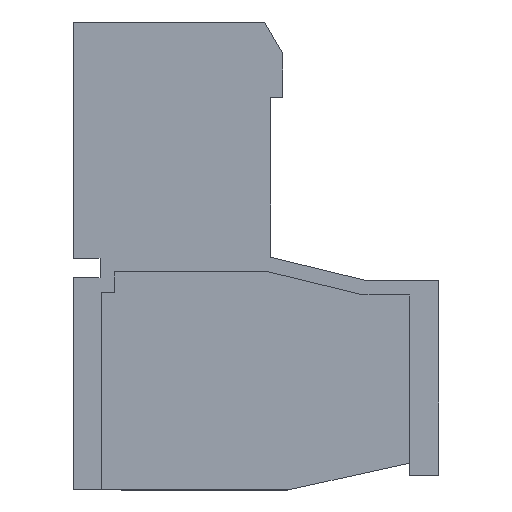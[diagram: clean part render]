
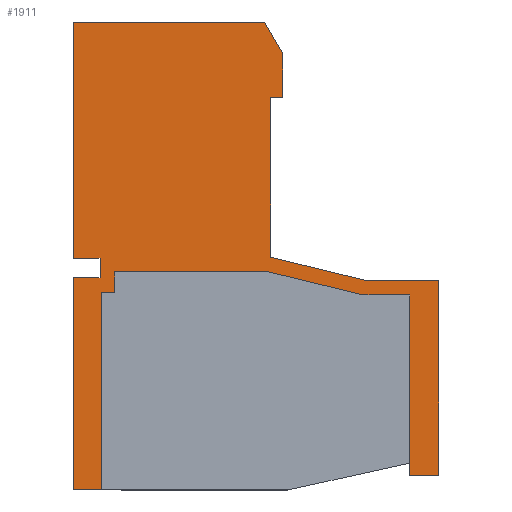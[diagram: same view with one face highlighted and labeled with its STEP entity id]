
A CAD part, left-side view. The second image highlights one B-rep face of the part: STEP entity #1911.
In plain terms, the highlighted planar face has unit normal (-1, 0, 0).
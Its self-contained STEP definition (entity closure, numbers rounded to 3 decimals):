
#1911 = ADVANCED_FACE( '', ( #4021 ), #4022, .F. );
#4021 = FACE_OUTER_BOUND( '', #6355, .T. );
#4022 = PLANE( '', #6356 );
#6355 = EDGE_LOOP( '', ( #11461, #11462, #11463, #11464, #11465, #11466, #11467, #11468, #11469, #11470, #11471, #11472, #11473, #11474, #11475, #11476, #11477, #11478, #11479, #11480, #11481, #11482 ) );
#6356 = AXIS2_PLACEMENT_3D( '', #11483, #11484, #11485 );
#11461 = ORIENTED_EDGE( '', *, *, #13999, .T. );
#11462 = ORIENTED_EDGE( '', *, *, #15992, .T. );
#11463 = ORIENTED_EDGE( '', *, *, #15801, .T. );
#11464 = ORIENTED_EDGE( '', *, *, #14314, .T. );
#11465 = ORIENTED_EDGE( '', *, *, #16026, .T. );
#11466 = ORIENTED_EDGE( '', *, *, #14971, .T. );
#11467 = ORIENTED_EDGE( '', *, *, #15206, .T. );
#11468 = ORIENTED_EDGE( '', *, *, #16027, .T. );
#11469 = ORIENTED_EDGE( '', *, *, #15542, .T. );
#11470 = ORIENTED_EDGE( '', *, *, #15818, .T. );
#11471 = ORIENTED_EDGE( '', *, *, #15935, .T. );
#11472 = ORIENTED_EDGE( '', *, *, #15921, .T. );
#11473 = ORIENTED_EDGE( '', *, *, #16028, .T. );
#11474 = ORIENTED_EDGE( '', *, *, #16029, .T. );
#11475 = ORIENTED_EDGE( '', *, *, #14012, .T. );
#11476 = ORIENTED_EDGE( '', *, *, #16030, .T. );
#11477 = ORIENTED_EDGE( '', *, *, #16010, .T. );
#11478 = ORIENTED_EDGE( '', *, *, #14994, .T. );
#11479 = ORIENTED_EDGE( '', *, *, #15579, .T. );
#11480 = ORIENTED_EDGE( '', *, *, #15270, .T. );
#11481 = ORIENTED_EDGE( '', *, *, #16031, .T. );
#11482 = ORIENTED_EDGE( '', *, *, #14085, .T. );
#11483 = CARTESIAN_POINT( '', ( -18.53, 0., 0. ) );
#11484 = DIRECTION( '', ( 1., 0., 0. ) );
#11485 = DIRECTION( '', ( 0., 0., -1. ) );
#13999 = EDGE_CURVE( '', #16692, #16693, #16694, .T. );
#14012 = EDGE_CURVE( '', #16715, #16716, #16717, .T. );
#14085 = EDGE_CURVE( '', #16847, #16692, #16848, .T. );
#14314 = EDGE_CURVE( '', #17259, #17260, #17261, .T. );
#14971 = EDGE_CURVE( '', #18342, #18343, #18344, .T. );
#14994 = EDGE_CURVE( '', #18383, #18384, #18385, .T. );
#15206 = EDGE_CURVE( '', #18343, #18713, #18714, .T. );
#15270 = EDGE_CURVE( '', #18807, #18808, #18809, .T. );
#15542 = EDGE_CURVE( '', #19210, #19211, #19212, .T. );
#15579 = EDGE_CURVE( '', #18384, #18807, #19257, .T. );
#15801 = EDGE_CURVE( '', #19563, #17259, #19564, .T. );
#15818 = EDGE_CURVE( '', #19211, #19587, #19589, .T. );
#15921 = EDGE_CURVE( '', #19717, #19718, #19719, .T. );
#15935 = EDGE_CURVE( '', #19587, #19717, #19737, .T. );
#15992 = EDGE_CURVE( '', #16693, #19563, #19810, .T. );
#16010 = EDGE_CURVE( '', #19832, #18383, #19833, .T. );
#16026 = EDGE_CURVE( '', #17260, #18342, #19851, .T. );
#16027 = EDGE_CURVE( '', #18713, #19210, #19852, .T. );
#16028 = EDGE_CURVE( '', #19718, #19853, #19854, .T. );
#16029 = EDGE_CURVE( '', #19853, #16715, #19855, .T. );
#16030 = EDGE_CURVE( '', #16716, #19832, #19856, .T. );
#16031 = EDGE_CURVE( '', #18808, #16847, #19857, .T. );
#16692 = VERTEX_POINT( '', #20646 );
#16693 = VERTEX_POINT( '', #20647 );
#16694 = LINE( '', #20648, #20649 );
#16715 = VERTEX_POINT( '', #20677 );
#16716 = VERTEX_POINT( '', #20678 );
#16717 = LINE( '', #20679, #20680 );
#16847 = VERTEX_POINT( '', #20864 );
#16848 = LINE( '', #20865, #20866 );
#17259 = VERTEX_POINT( '', #21426 );
#17260 = VERTEX_POINT( '', #21427 );
#17261 = LINE( '', #21428, #21429 );
#18342 = VERTEX_POINT( '', #22992 );
#18343 = VERTEX_POINT( '', #22993 );
#18344 = LINE( '', #22994, #22995 );
#18383 = VERTEX_POINT( '', #23050 );
#18384 = VERTEX_POINT( '', #23051 );
#18385 = LINE( '', #23052, #23053 );
#18713 = VERTEX_POINT( '', #23535 );
#18714 = LINE( '', #23536, #23537 );
#18807 = VERTEX_POINT( '', #23674 );
#18808 = VERTEX_POINT( '', #23675 );
#18809 = LINE( '', #23676, #23677 );
#19210 = VERTEX_POINT( '', #24290 );
#19211 = VERTEX_POINT( '', #24291 );
#19212 = LINE( '', #24292, #24293 );
#19257 = LINE( '', #24363, #24364 );
#19563 = VERTEX_POINT( '', #24813 );
#19564 = LINE( '', #24814, #24815 );
#19587 = VERTEX_POINT( '', #24844 );
#19589 = LINE( '', #24847, #24848 );
#19717 = VERTEX_POINT( '', #25042 );
#19718 = VERTEX_POINT( '', #25043 );
#19719 = LINE( '', #25044, #25045 );
#19737 = LINE( '', #25071, #25072 );
#19810 = LINE( '', #25178, #25179 );
#19832 = VERTEX_POINT( '', #25209 );
#19833 = LINE( '', #25210, #25211 );
#19851 = LINE( '', #25240, #25241 );
#19852 = LINE( '', #25242, #25243 );
#19853 = VERTEX_POINT( '', #25244 );
#19854 = LINE( '', #25245, #25246 );
#19855 = LINE( '', #25247, #25248 );
#19856 = LINE( '', #25249, #25250 );
#19857 = LINE( '', #25251, #25252 );
#20646 = CARTESIAN_POINT( '', ( -18.53, -8.003, -1.55 ) );
#20647 = CARTESIAN_POINT( '', ( -18.53, -9.875, -1.55 ) );
#20648 = CARTESIAN_POINT( '', ( -18.53, -8.003, -1.55 ) );
#20649 = VECTOR( '', #26105, 1000. );
#20677 = CARTESIAN_POINT( '', ( -18.53, 2.825, -0.85 ) );
#20678 = CARTESIAN_POINT( '', ( -18.53, 3.925, -0.85 ) );
#20679 = CARTESIAN_POINT( '', ( -18.53, 2.825, -0.85 ) );
#20680 = VECTOR( '', #26119, 1000. );
#20864 = CARTESIAN_POINT( '', ( -18.53, -4.103, -0.6 ) );
#20865 = CARTESIAN_POINT( '', ( -18.53, -4.103, -0.6 ) );
#20866 = VECTOR( '', #26189, 1000. );
#21426 = CARTESIAN_POINT( '', ( -18.53, -11.075, -8.95 ) );
#21427 = CARTESIAN_POINT( '', ( -18.53, -11.075, -0.95 ) );
#21428 = CARTESIAN_POINT( '', ( -18.53, -11.075, -8.95 ) );
#21429 = VECTOR( '', #26477, 1000. );
#22992 = CARTESIAN_POINT( '', ( -18.53, -8.075, -0.95 ) );
#22993 = CARTESIAN_POINT( '', ( -18.53, -4.175, 0. ) );
#22994 = CARTESIAN_POINT( '', ( -18.53, -8.075, -0.95 ) );
#22995 = VECTOR( '', #27098, 1000. );
#23050 = CARTESIAN_POINT( '', ( -18.53, 2.775, -9.55 ) );
#23051 = CARTESIAN_POINT( '', ( -18.53, 2.775, -1.45 ) );
#23052 = CARTESIAN_POINT( '', ( -18.53, 2.775, -9.55 ) );
#23053 = VECTOR( '', #27121, 1000. );
#23535 = CARTESIAN_POINT( '', ( -18.53, -4.175, 6.55 ) );
#23536 = CARTESIAN_POINT( '', ( -18.53, -4.175, 0. ) );
#23537 = VECTOR( '', #27321, 1000. );
#23674 = CARTESIAN_POINT( '', ( -18.53, 2.225, -1.45 ) );
#23675 = CARTESIAN_POINT( '', ( -18.53, 2.225, -0.6 ) );
#23676 = CARTESIAN_POINT( '', ( -18.53, 2.225, -1.45 ) );
#23677 = VECTOR( '', #27375, 1000. );
#24290 = CARTESIAN_POINT( '', ( -18.53, -4.675, 6.55 ) );
#24291 = CARTESIAN_POINT( '', ( -18.53, -4.675, 8.35 ) );
#24292 = CARTESIAN_POINT( '', ( -18.53, -4.675, 6.55 ) );
#24293 = VECTOR( '', #27611, 1000. );
#24363 = CARTESIAN_POINT( '', ( -18.53, 2.775, -1.45 ) );
#24364 = VECTOR( '', #27637, 1000. );
#24813 = CARTESIAN_POINT( '', ( -18.53, -9.875, -8.95 ) );
#24814 = CARTESIAN_POINT( '', ( -18.53, -11.075, -8.95 ) );
#24815 = VECTOR( '', #27832, 1000. );
#24844 = CARTESIAN_POINT( '', ( -18.53, -3.925, 9.65 ) );
#24847 = CARTESIAN_POINT( '', ( -18.53, -4.675, 8.35 ) );
#24848 = VECTOR( '', #27855, 1000. );
#25042 = CARTESIAN_POINT( '', ( -18.53, 3.925, 9.65 ) );
#25043 = CARTESIAN_POINT( '', ( -18.53, 3.925, -0.05 ) );
#25044 = CARTESIAN_POINT( '', ( -18.53, 3.925, 9.65 ) );
#25045 = VECTOR( '', #27930, 1000. );
#25071 = CARTESIAN_POINT( '', ( -18.53, -3.925, 9.65 ) );
#25072 = VECTOR( '', #27948, 1000. );
#25178 = CARTESIAN_POINT( '', ( -18.53, -9.875, -8.95 ) );
#25179 = VECTOR( '', #28006, 1000. );
#25209 = CARTESIAN_POINT( '', ( -18.53, 3.925, -9.55 ) );
#25210 = CARTESIAN_POINT( '', ( -18.53, 3.925, -9.55 ) );
#25211 = VECTOR( '', #28021, 1000. );
#25240 = CARTESIAN_POINT( '', ( -18.53, -11.075, -0.95 ) );
#25241 = VECTOR( '', #28033, 1000. );
#25242 = CARTESIAN_POINT( '', ( -18.53, -4.175, 6.55 ) );
#25243 = VECTOR( '', #28034, 1000. );
#25244 = CARTESIAN_POINT( '', ( -18.53, 2.825, -0.05 ) );
#25245 = CARTESIAN_POINT( '', ( -18.53, 3.925, -0.05 ) );
#25246 = VECTOR( '', #28035, 1000. );
#25247 = CARTESIAN_POINT( '', ( -18.53, 2.825, -0.05 ) );
#25248 = VECTOR( '', #28036, 1000. );
#25249 = CARTESIAN_POINT( '', ( -18.53, 3.925, -0.85 ) );
#25250 = VECTOR( '', #28037, 1000. );
#25251 = CARTESIAN_POINT( '', ( -18.53, 2.225, -0.6 ) );
#25252 = VECTOR( '', #28038, 1000. );
#26105 = DIRECTION( '', ( 0., -1., 0. ) );
#26119 = DIRECTION( '', ( 0., 1., 0. ) );
#26189 = DIRECTION( '', ( 0., -0.972, -0.237 ) );
#26477 = DIRECTION( '', ( 0., 0., 1. ) );
#27098 = DIRECTION( '', ( 0., 0.972, 0.237 ) );
#27121 = DIRECTION( '', ( 0., 0., 1. ) );
#27321 = DIRECTION( '', ( 0., 0., 1. ) );
#27375 = DIRECTION( '', ( 0., 0., 1. ) );
#27611 = DIRECTION( '', ( 0., 0., 1. ) );
#27637 = DIRECTION( '', ( 0., -1., 0. ) );
#27832 = DIRECTION( '', ( 0., -1., 0. ) );
#27855 = DIRECTION( '', ( 0., 0.5, 0.866 ) );
#27930 = DIRECTION( '', ( 0., 0., -1. ) );
#27948 = DIRECTION( '', ( 0., 1., 0. ) );
#28006 = DIRECTION( '', ( 0., 0., -1. ) );
#28021 = DIRECTION( '', ( 0., -1., 0. ) );
#28033 = DIRECTION( '', ( 0., 1., 0. ) );
#28034 = DIRECTION( '', ( 0., -1., 0. ) );
#28035 = DIRECTION( '', ( 0., -1., 0. ) );
#28036 = DIRECTION( '', ( 0., 0., -1. ) );
#28037 = DIRECTION( '', ( 0., 0., -1. ) );
#28038 = DIRECTION( '', ( 0., -1., 0. ) );
